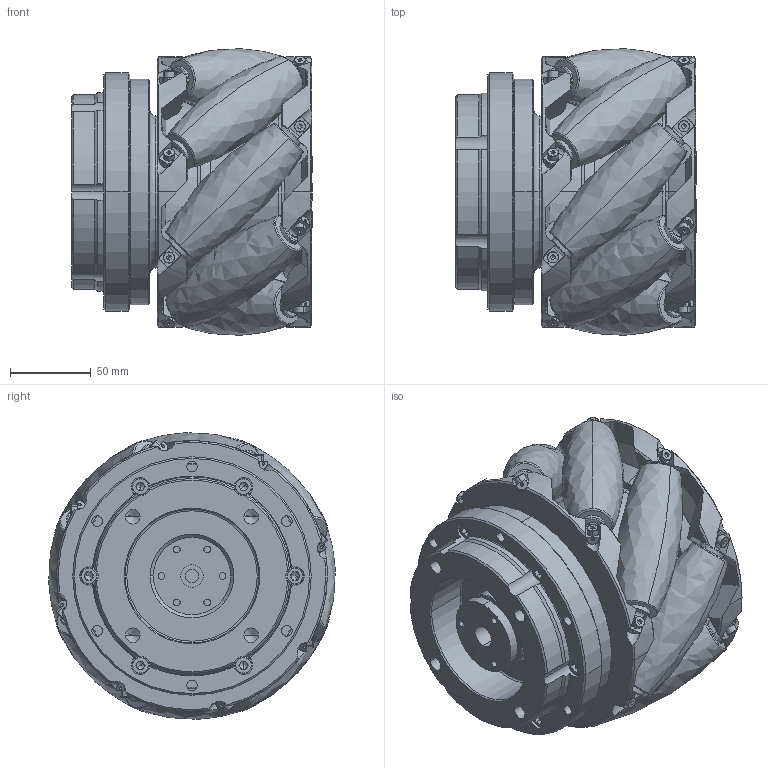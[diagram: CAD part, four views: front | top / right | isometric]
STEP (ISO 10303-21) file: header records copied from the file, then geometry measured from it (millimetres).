
FILE_DESCRIPTION (( 'STEP AP203' ), '1' );
FILE_NAME ('RVW-7PGLA-30-0E0F(X10MG011A0)_Reference-Confidential-CIT0-PDNA.STEP', '2024-11-22T04:02:16', ( '' ), ( '' ), 'SwSTEP 2.0', 'SolidWorks 2023', '' );
FILE_SCHEMA (( 'CONFIG_CONTROL_DESIGN' ));
Length unit declared in the file: millimetre
Products named in the file (1): RVW-7PGLA-30-0E0F(X10MG011A0)_Reference-Confidential-CIT0-PDNA
Bounding box: 149.25 x 177.88 x 177.88 mm (x, y, z)
Volume: 2238215.7 mm3; surface area: 288345.8 mm2
Topology: 1 solids, 1 shells, 2186 faces, 5488 edges, 3276 vertices
Faces by surface type: plane 1042, cylinder 496, cone 484, torus 146, bspline 18
Entity records: 65627 total; most frequent: CARTESIAN_POINT 13695, DIRECTION 11338, ORIENTED_EDGE 10728, EDGE_CURVE 5364, AXIS2_PLACEMENT_3D 4423, VERTEX_POINT 3276, LINE 2492, VECTOR 2492
